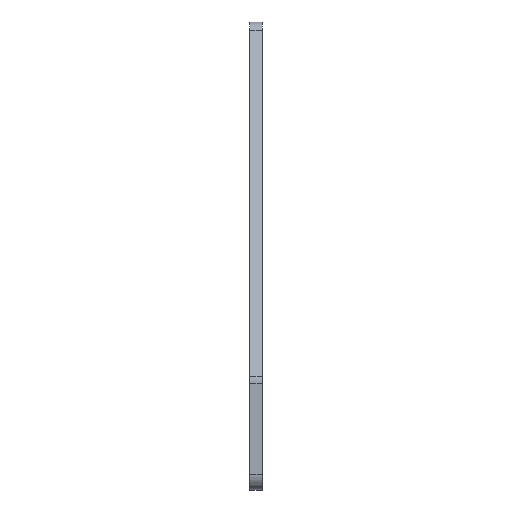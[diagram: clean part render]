
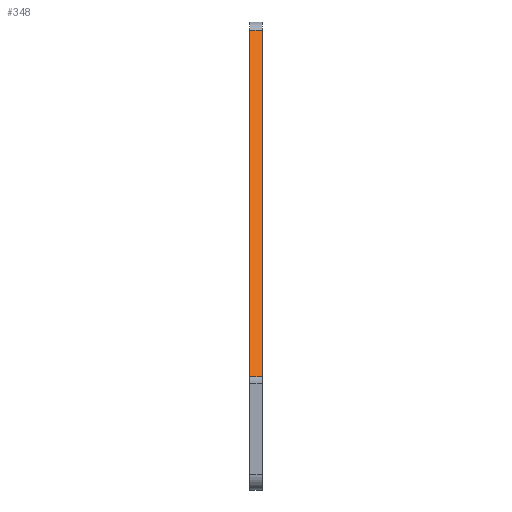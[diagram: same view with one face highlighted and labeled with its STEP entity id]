
A CAD part, left-side view. The second image highlights one B-rep face of the part: STEP entity #348.
In plain terms, the highlighted planar face has unit normal (-0.894, 0, 0.447).
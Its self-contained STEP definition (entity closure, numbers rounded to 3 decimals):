
#3 = ORIENTED_EDGE ( 'NONE', *, *, #965, .F. ) ;
#4 = ORIENTED_EDGE ( 'NONE', *, *, #643, .T. ) ;
#25 = CARTESIAN_POINT ( 'NONE',  ( -38.236, 0., 10.174 ) ) ;
#102 = AXIS2_PLACEMENT_3D ( 'NONE', #756, #532, #984 ) ;
#190 = LINE ( 'NONE', #347, #675 ) ;
#224 = CARTESIAN_POINT ( 'NONE',  ( -38.236, 2., 10.174 ) ) ;
#238 = VECTOR ( 'NONE', #948, 1000. ) ;
#249 = LINE ( 'NONE', #414, #238 ) ;
#290 = DIRECTION ( 'NONE',  ( -0.447, 0., -0.894 ) ) ;
#344 = VECTOR ( 'NONE', #817, 1000. ) ;
#347 = CARTESIAN_POINT ( 'NONE',  ( -9.073, 2., 68.5 ) ) ;
#348 = ADVANCED_FACE ( 'NONE', ( #826 ), #446, .T. ) ;
#414 = CARTESIAN_POINT ( 'NONE',  ( -9.764, 0., 67.118 ) ) ;
#415 = VERTEX_POINT ( 'NONE', #978 ) ;
#418 = DIRECTION ( 'NONE',  ( -0.447, 0., -0.894 ) ) ;
#446 = PLANE ( 'NONE',  #102 ) ;
#452 = VERTEX_POINT ( 'NONE', #224 ) ;
#453 = LINE ( 'NONE', #903, #676 ) ;
#483 = ORIENTED_EDGE ( 'NONE', *, *, #883, .F. ) ;
#527 = LINE ( 'NONE', #689, #344 ) ;
#532 = DIRECTION ( 'NONE',  ( -0.894, 0., 0.447 ) ) ;
#610 = EDGE_LOOP ( 'NONE', ( #4, #3, #668, #483 ) ) ;
#632 = VERTEX_POINT ( 'NONE', #25 ) ;
#643 = EDGE_CURVE ( 'NONE', #415, #452, #190, .T. ) ;
#668 = ORIENTED_EDGE ( 'NONE', *, *, #961, .F. ) ;
#675 = VECTOR ( 'NONE', #418, 1000. ) ;
#676 = VECTOR ( 'NONE', #290, 1000. ) ;
#689 = CARTESIAN_POINT ( 'NONE',  ( -38.236, 0., 10.174 ) ) ;
#756 = CARTESIAN_POINT ( 'NONE',  ( -9.073, 0., 68.5 ) ) ;
#817 = DIRECTION ( 'NONE',  ( 0., 1., 0. ) ) ;
#826 = FACE_OUTER_BOUND ( 'NONE', #610, .T. ) ;
#883 = EDGE_CURVE ( 'NONE', #415, #947, #249, .T. ) ;
#889 = CARTESIAN_POINT ( 'NONE',  ( -9.764, 0., 67.118 ) ) ;
#903 = CARTESIAN_POINT ( 'NONE',  ( -9.073, 0., 68.5 ) ) ;
#947 = VERTEX_POINT ( 'NONE', #889 ) ;
#948 = DIRECTION ( 'NONE',  ( 0., -1., 0. ) ) ;
#961 = EDGE_CURVE ( 'NONE', #947, #632, #453, .T. ) ;
#965 = EDGE_CURVE ( 'NONE', #632, #452, #527, .T. ) ;
#978 = CARTESIAN_POINT ( 'NONE',  ( -9.764, 2., 67.118 ) ) ;
#984 = DIRECTION ( 'NONE',  ( -0.447, 0., -0.894 ) ) ;
